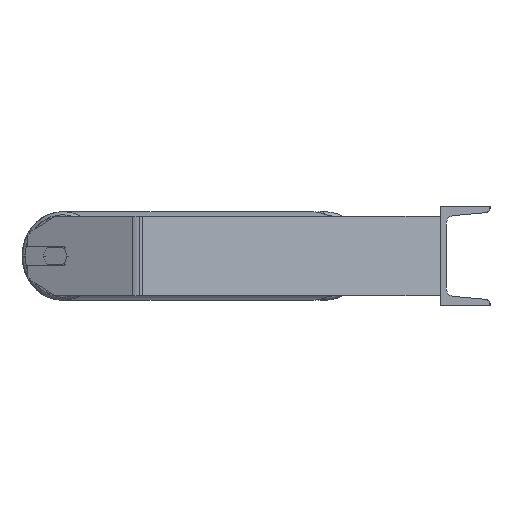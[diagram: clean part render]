
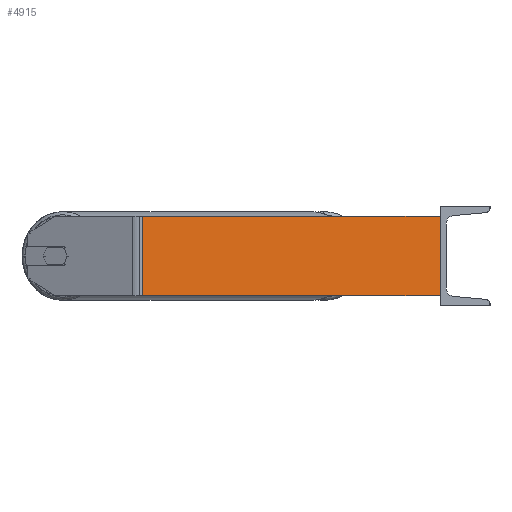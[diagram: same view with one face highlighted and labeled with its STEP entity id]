
A CAD part, left-side view. The second image highlights one B-rep face of the part: STEP entity #4915.
In plain terms, the highlighted planar face has unit normal (-0.985, -0.174, 0).
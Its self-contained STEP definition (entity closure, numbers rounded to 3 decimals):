
#97 = VECTOR ( 'NONE', #5097, 1000. ) ;
#242 = LINE ( 'NONE', #2273, #97 ) ;
#270 = VECTOR ( 'NONE', #3016, 1000. ) ;
#1472 = VECTOR ( 'NONE', #6507, 1000. ) ;
#1627 = EDGE_CURVE ( 'NONE', #4841, #8600, #7916, .T. ) ;
#2045 = ORIENTED_EDGE ( 'NONE', *, *, #4676, .T. ) ;
#2273 = CARTESIAN_POINT ( 'NONE',  ( -937.626, 298.456, 40. ) ) ;
#2433 = ORIENTED_EDGE ( 'NONE', *, *, #2659, .F. ) ;
#2659 = EDGE_CURVE ( 'NONE', #6283, #4841, #4391, .T. ) ;
#2914 = CARTESIAN_POINT ( 'NONE',  ( -885., 0., -40. ) ) ;
#3016 = DIRECTION ( 'NONE',  ( 0.174, -0.985, 0. ) ) ;
#3975 = CARTESIAN_POINT ( 'NONE',  ( -937.626, 298.456, -40. ) ) ;
#4391 = LINE ( 'NONE', #8588, #270 ) ;
#4676 = EDGE_CURVE ( 'NONE', #4677, #8600, #7565, .T. ) ;
#4677 = VERTEX_POINT ( 'NONE', #3975 ) ;
#4841 = VERTEX_POINT ( 'NONE', #6606 ) ;
#4915 = ADVANCED_FACE ( 'NONE', ( #8746 ), #5187, .F. ) ;
#4937 = EDGE_CURVE ( 'NONE', #6283, #4677, #242, .T. ) ;
#5097 = DIRECTION ( 'NONE',  ( 0., 0., -1. ) ) ;
#5187 = PLANE ( 'NONE',  #5735 ) ;
#5638 = CARTESIAN_POINT ( 'NONE',  ( -937.626, 298.456, 40. ) ) ;
#5735 = AXIS2_PLACEMENT_3D ( 'NONE', #5817, #8610, #6461 ) ;
#5817 = CARTESIAN_POINT ( 'NONE',  ( -938.502, 303.424, 40. ) ) ;
#6158 = VECTOR ( 'NONE', #8163, 1000. ) ;
#6283 = VERTEX_POINT ( 'NONE', #5638 ) ;
#6400 = ORIENTED_EDGE ( 'NONE', *, *, #4937, .T. ) ;
#6461 = DIRECTION ( 'NONE',  ( -0.174, 0.985, 0. ) ) ;
#6507 = DIRECTION ( 'NONE',  ( 0., 0., -1. ) ) ;
#6606 = CARTESIAN_POINT ( 'NONE',  ( -885., 0., 40. ) ) ;
#7142 = CARTESIAN_POINT ( 'NONE',  ( -885., 0., 40. ) ) ;
#7421 = CARTESIAN_POINT ( 'NONE',  ( -938.502, 303.424, -40. ) ) ;
#7565 = LINE ( 'NONE', #7421, #6158 ) ;
#7587 = ORIENTED_EDGE ( 'NONE', *, *, #1627, .F. ) ;
#7916 = LINE ( 'NONE', #7142, #1472 ) ;
#8163 = DIRECTION ( 'NONE',  ( 0.174, -0.985, 0. ) ) ;
#8588 = CARTESIAN_POINT ( 'NONE',  ( -938.502, 303.424, 40. ) ) ;
#8600 = VERTEX_POINT ( 'NONE', #2914 ) ;
#8610 = DIRECTION ( 'NONE',  ( 0.985, 0.174, 0. ) ) ;
#8746 = FACE_OUTER_BOUND ( 'NONE', #8910, .T. ) ;
#8910 = EDGE_LOOP ( 'NONE', ( #2045, #7587, #2433, #6400 ) ) ;
